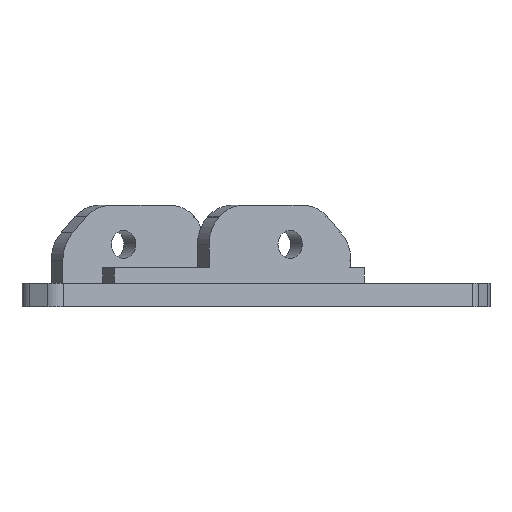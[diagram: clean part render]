
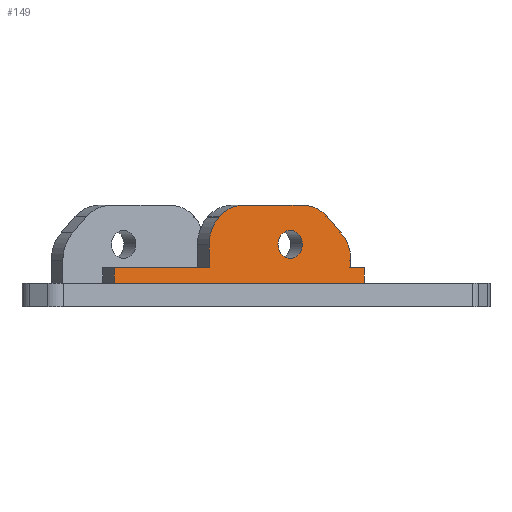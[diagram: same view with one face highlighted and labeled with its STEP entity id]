
A CAD part, left-side view. The second image highlights one B-rep face of the part: STEP entity #149.
In plain terms, the highlighted planar face has unit normal (-0.866, -0.5, 0).
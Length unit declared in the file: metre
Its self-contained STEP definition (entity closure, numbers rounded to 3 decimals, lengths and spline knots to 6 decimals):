
#149 = ADVANCED_FACE( '', ( #365, #366 ), #367, .T. );
#365 = FACE_OUTER_BOUND( '', #652, .T. );
#366 = FACE_BOUND( '', #653, .T. );
#367 = PLANE( '', #654 );
#652 = EDGE_LOOP( '', ( #1065, #1066, #1067, #1068, #1069, #1070, #1071, #1072, #1073, #1074, #1075, #1076, #1077, #1078 ) );
#653 = EDGE_LOOP( '', ( #1079 ) );
#654 = AXIS2_PLACEMENT_3D( '', #1080, #1081, #1082 );
#1065 = ORIENTED_EDGE( '', *, *, #1763, .F. );
#1066 = ORIENTED_EDGE( '', *, *, #1801, .F. );
#1067 = ORIENTED_EDGE( '', *, *, #1802, .T. );
#1068 = ORIENTED_EDGE( '', *, *, #1803, .F. );
#1069 = ORIENTED_EDGE( '', *, *, #1804, .T. );
#1070 = ORIENTED_EDGE( '', *, *, #1805, .T. );
#1071 = ORIENTED_EDGE( '', *, *, #1806, .T. );
#1072 = ORIENTED_EDGE( '', *, *, #1793, .F. );
#1073 = ORIENTED_EDGE( '', *, *, #1771, .T. );
#1074 = ORIENTED_EDGE( '', *, *, #1807, .T. );
#1075 = ORIENTED_EDGE( '', *, *, #1700, .T. );
#1076 = ORIENTED_EDGE( '', *, *, #1808, .T. );
#1077 = ORIENTED_EDGE( '', *, *, #1696, .F. );
#1078 = ORIENTED_EDGE( '', *, *, #1790, .T. );
#1079 = ORIENTED_EDGE( '', *, *, #1809, .F. );
#1080 = CARTESIAN_POINT( '', ( 0.005058, -0.110493, 0.118205 ) );
#1081 = DIRECTION( '', ( -0.866, -0.5, 0. ) );
#1082 = DIRECTION( '', ( 0.5, -0.866, 0. ) );
#1696 = EDGE_CURVE( '', #2034, #2036, #2037, .T. );
#1700 = EDGE_CURVE( '', #2042, #2043, #2044, .F. );
#1763 = EDGE_CURVE( '', #2154, #2156, #2157, .T. );
#1771 = EDGE_CURVE( '', #2171, #2169, #2172, .F. );
#1790 = EDGE_CURVE( '', #2034, #2156, #2198, .T. );
#1793 = EDGE_CURVE( '', #2171, #2202, #2203, .T. );
#1801 = EDGE_CURVE( '', #2215, #2154, #2216, .T. );
#1802 = EDGE_CURVE( '', #2215, #2217, #2218, .T. );
#1803 = EDGE_CURVE( '', #2219, #2217, #2220, .T. );
#1804 = EDGE_CURVE( '', #2219, #2221, #2222, .F. );
#1805 = EDGE_CURVE( '', #2221, #2223, #2224, .T. );
#1806 = EDGE_CURVE( '', #2223, #2202, #2225, .F. );
#1807 = EDGE_CURVE( '', #2169, #2042, #2226, .F. );
#1808 = EDGE_CURVE( '', #2043, #2036, #2227, .T. );
#1809 = EDGE_CURVE( '', #2228, #2228, #2229, .T. );
#2034 = VERTEX_POINT( '', #2529 );
#2036 = VERTEX_POINT( '', #2532 );
#2037 = LINE( '', #2533, #2534 );
#2042 = VERTEX_POINT( '', #2541 );
#2043 = VERTEX_POINT( '', #2542 );
#2044 = CIRCLE( '', #2543, 0.005 );
#2154 = VERTEX_POINT( '', #2688 );
#2156 = VERTEX_POINT( '', #2691 );
#2157 = LINE( '', #2692, #2693 );
#2169 = VERTEX_POINT( '', #2709 );
#2171 = VERTEX_POINT( '', #2712 );
#2172 = CIRCLE( '', #2713, 0.005 );
#2198 = LINE( '', #2745, #2746 );
#2202 = VERTEX_POINT( '', #2751 );
#2203 = LINE( '', #2752, #2753 );
#2215 = VERTEX_POINT( '', #2770 );
#2216 = LINE( '', #2771, #2772 );
#2217 = VERTEX_POINT( '', #2773 );
#2218 = LINE( '', #2774, #2775 );
#2219 = VERTEX_POINT( '', #2776 );
#2220 = LINE( '', #2777, #2778 );
#2221 = VERTEX_POINT( '', #2779 );
#2222 = CIRCLE( '', #2780, 0.005 );
#2223 = VERTEX_POINT( '', #2781 );
#2224 = LINE( '', #2782, #2783 );
#2225 = CIRCLE( '', #2784, 0.005 );
#2226 = LINE( '', #2785, #2786 );
#2227 = LINE( '', #2787, #2788 );
#2228 = VERTEX_POINT( '', #2789 );
#2229 = CIRCLE( '', #2790, 0.0018 );
#2529 = CARTESIAN_POINT( '', ( -0.012942, -0.079316, 0.118205 ) );
#2532 = CARTESIAN_POINT( '', ( -0.005942, -0.09144, 0.118205 ) );
#2533 = CARTESIAN_POINT( '', ( -0.009442, -0.085378, 0.118205 ) );
#2534 = VECTOR( '', #3154, 1. );
#2541 = CARTESIAN_POINT( '', ( -0.00521, -0.092708, 0.124669 ) );
#2542 = CARTESIAN_POINT( '', ( -0.005942, -0.09144, 0.121134 ) );
#2543 = AXIS2_PLACEMENT_3D( '', #3157, #3158, #3159 );
#2688 = CARTESIAN_POINT( '', ( 0.005558, -0.111359, 0.116205 ) );
#2691 = CARTESIAN_POINT( '', ( -0.012942, -0.079316, 0.116205 ) );
#2692 = CARTESIAN_POINT( '', ( 0.005058, -0.110493, 0.116205 ) );
#2693 = VECTOR( '', #3253, 1. );
#2709 = CARTESIAN_POINT( '', ( -0.005174, -0.09277, 0.124741 ) );
#2712 = CARTESIAN_POINT( '', ( -0.003407, -0.095832, 0.126205 ) );
#2713 = AXIS2_PLACEMENT_3D( '', #3262, #3263, #3264 );
#2745 = CARTESIAN_POINT( '', ( -0.012942, -0.079316, 0.126205 ) );
#2746 = VECTOR( '', #3289, 1. );
#2751 = CARTESIAN_POINT( '', ( 0.001022, -0.103503, 0.126205 ) );
#2752 = CARTESIAN_POINT( '', ( -0.004192, -0.094471, 0.126205 ) );
#2753 = VECTOR( '', #3291, 1. );
#2770 = CARTESIAN_POINT( '', ( 0.005558, -0.111359, 0.118205 ) );
#2771 = CARTESIAN_POINT( '', ( 0.005558, -0.111359, 0.118205 ) );
#2772 = VECTOR( '', #3297, 1. );
#2773 = CARTESIAN_POINT( '', ( 0.004558, -0.109627, 0.118205 ) );
#2774 = CARTESIAN_POINT( '', ( 0.005058, -0.110493, 0.118205 ) );
#2775 = VECTOR( '', #3298, 1. );
#2776 = CARTESIAN_POINT( '', ( 0.004558, -0.109627, 0.119134 ) );
#2777 = CARTESIAN_POINT( '', ( 0.004558, -0.109627, 0.126205 ) );
#2778 = VECTOR( '', #3299, 1. );
#2779 = CARTESIAN_POINT( '', ( 0.003826, -0.108358, 0.122669 ) );
#2780 = AXIS2_PLACEMENT_3D( '', #3300, #3301, #3302 );
#2781 = CARTESIAN_POINT( '', ( 0.00279, -0.106565, 0.124741 ) );
#2782 = CARTESIAN_POINT( '', ( 0.002058, -0.105297, 0.126205 ) );
#2783 = VECTOR( '', #3303, 1. );
#2784 = AXIS2_PLACEMENT_3D( '', #3304, #3305, #3306 );
#2785 = CARTESIAN_POINT( '', ( -0.004442, -0.094038, 0.126205 ) );
#2786 = VECTOR( '', #3307, 1. );
#2787 = CARTESIAN_POINT( '', ( -0.005942, -0.09144, 0.122205 ) );
#2788 = VECTOR( '', #3308, 1. );
#2789 = CARTESIAN_POINT( '', ( 0.000958, -0.103391, 0.121205 ) );
#2790 = AXIS2_PLACEMENT_3D( '', #3309, #3310, #3311 );
#3154 = DIRECTION( '', ( 0.5, -0.866, 0. ) );
#3157 = CARTESIAN_POINT( '', ( -0.003442, -0.09577, 0.121134 ) );
#3158 = DIRECTION( '', ( 0.866, 0.5, 0. ) );
#3159 = DIRECTION( '', ( -0.5, 0.866, 0. ) );
#3253 = DIRECTION( '', ( -0.5, 0.866, 0. ) );
#3262 = CARTESIAN_POINT( '', ( -0.003407, -0.095832, 0.121205 ) );
#3263 = DIRECTION( '', ( 0.866, 0.5, 0. ) );
#3264 = DIRECTION( '', ( -0.5, 0.866, 0. ) );
#3289 = DIRECTION( '', ( 0., 0., -1. ) );
#3291 = DIRECTION( '', ( 0.5, -0.866, 0. ) );
#3297 = DIRECTION( '', ( 0., 0., -1. ) );
#3298 = DIRECTION( '', ( -0.5, 0.866, 0. ) );
#3299 = DIRECTION( '', ( 0., 0., -1. ) );
#3300 = CARTESIAN_POINT( '', ( 0.002058, -0.105297, 0.119134 ) );
#3301 = DIRECTION( '', ( 0.866, 0.5, 0. ) );
#3302 = DIRECTION( '', ( -0.5, 0.866, 0. ) );
#3303 = DIRECTION( '', ( -0.354, 0.612, 0.707 ) );
#3304 = CARTESIAN_POINT( '', ( 0.001022, -0.103503, 0.121205 ) );
#3305 = DIRECTION( '', ( 0.866, 0.5, 0. ) );
#3306 = DIRECTION( '', ( -0.5, 0.866, 0. ) );
#3307 = DIRECTION( '', ( 0.354, -0.612, 0.707 ) );
#3308 = DIRECTION( '', ( 0., 0., -1. ) );
#3309 = CARTESIAN_POINT( '', ( 0.000058, -0.101833, 0.121205 ) );
#3310 = DIRECTION( '', ( -0.866, -0.5, 0. ) );
#3311 = DIRECTION( '', ( 0.5, -0.866, 0. ) );
